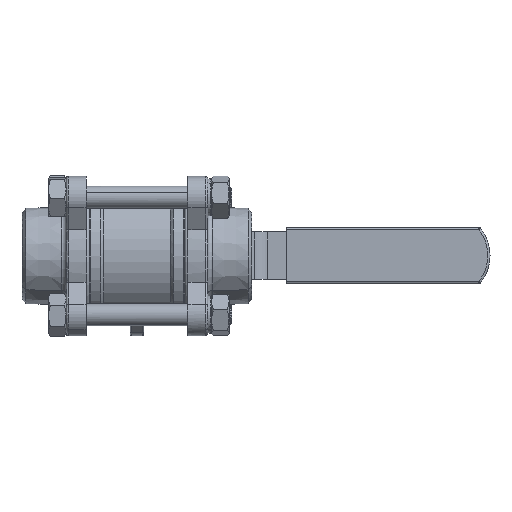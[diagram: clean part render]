
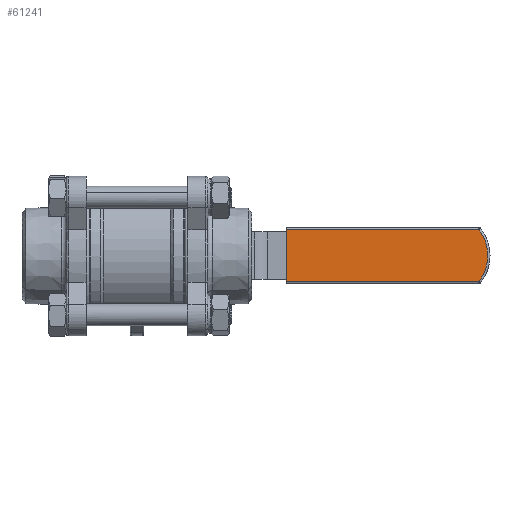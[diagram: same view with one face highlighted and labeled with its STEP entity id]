
A CAD part, front view. The second image highlights one B-rep face of the part: STEP entity #61241.
In plain terms, the highlighted planar face has unit normal (0, -1, 0).
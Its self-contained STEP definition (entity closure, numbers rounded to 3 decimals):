
#60383 = CARTESIAN_POINT ( 'NONE',  ( 7.25, -3.5, 11.75 ) ) ;
#60385 = CARTESIAN_POINT ( 'NONE',  ( 7.25, -3.5, -11.75 ) ) ;
#60589 = DIRECTION ( 'NONE',  ( 0., 0., 1. ) ) ;
#60590 = VECTOR ( 'NONE', #60589, 1000. ) ;
#60592 = CARTESIAN_POINT ( 'NONE',  ( 7.25, -3.5, -12.75 ) ) ;
#60605 = LINE ( 'NONE', #60592, #60590 ) ;
#60699 = DIRECTION ( 'NONE',  ( -1., 0., 0. ) ) ;
#60700 = VECTOR ( 'NONE', #60699, 1000. ) ;
#60702 = CARTESIAN_POINT ( 'NONE',  ( 79.25, -3.5, 11.75 ) ) ;
#60703 = LINE ( 'NONE', #60702, #60700 ) ;
#60731 = CARTESIAN_POINT ( 'NONE',  ( 94.181, -3.5, 11.75 ) ) ;
#60733 = DIRECTION ( 'NONE',  ( 0., 0., 1. ) ) ;
#60735 = DIRECTION ( 'NONE',  ( 0., -1., 0. ) ) ;
#60737 = CARTESIAN_POINT ( 'NONE',  ( 79.25, -3.5, 0. ) ) ;
#60738 = AXIS2_PLACEMENT_3D ( 'NONE', #60737, #60735, #60733 ) ;
#60740 = CIRCLE ( 'NONE', #60738, 19. ) ;
#60746 = CARTESIAN_POINT ( 'NONE',  ( 94.181, -3.5, -11.75 ) ) ;
#60749 = DIRECTION ( 'NONE',  ( 1., 0., 0. ) ) ;
#60750 = VECTOR ( 'NONE', #60749, 1000. ) ;
#60752 = CARTESIAN_POINT ( 'NONE',  ( 79.25, -3.5, -11.75 ) ) ;
#60754 = LINE ( 'NONE', #60752, #60750 ) ;
#60758 = DIRECTION ( 'NONE',  ( 0., 0., 1. ) ) ;
#60760 = DIRECTION ( 'NONE',  ( 0., 1., 0. ) ) ;
#60762 = CARTESIAN_POINT ( 'NONE',  ( 79.25, -3.5, 0. ) ) ;
#60764 = AXIS2_PLACEMENT_3D ( 'NONE', #60762, #60760, #60758 ) ;
#60768 = PLANE ( 'NONE',  #60764 ) ;
#60770 = FACE_OUTER_BOUND ( 'NONE', #61242, .T. ) ;
#61079 = VERTEX_POINT ( 'NONE', #60385 ) ;
#61080 = VERTEX_POINT ( 'NONE', #60383 ) ;
#61187 = EDGE_CURVE ( 'NONE', #61079, #61080, #60605, .T. ) ;
#61203 = ORIENTED_EDGE ( 'NONE', *, *, #61205, .T. ) ;
#61205 = EDGE_CURVE ( 'NONE', #61255, #61080, #60703, .T. ) ;
#61241 = ADVANCED_FACE ( 'NONE', ( #60770 ), #60768, .F. ) ;
#61242 = EDGE_LOOP ( 'NONE', ( #61243, #61245, #61251, #61203 ) ) ;
#61243 = ORIENTED_EDGE ( 'NONE', *, *, #61187, .F. ) ;
#61245 = ORIENTED_EDGE ( 'NONE', *, *, #61247, .T. ) ;
#61247 = EDGE_CURVE ( 'NONE', #61079, #61249, #60754, .T. ) ;
#61249 = VERTEX_POINT ( 'NONE', #60746 ) ;
#61251 = ORIENTED_EDGE ( 'NONE', *, *, #61253, .T. ) ;
#61253 = EDGE_CURVE ( 'NONE', #61249, #61255, #60740, .T. ) ;
#61255 = VERTEX_POINT ( 'NONE', #60731 ) ;
